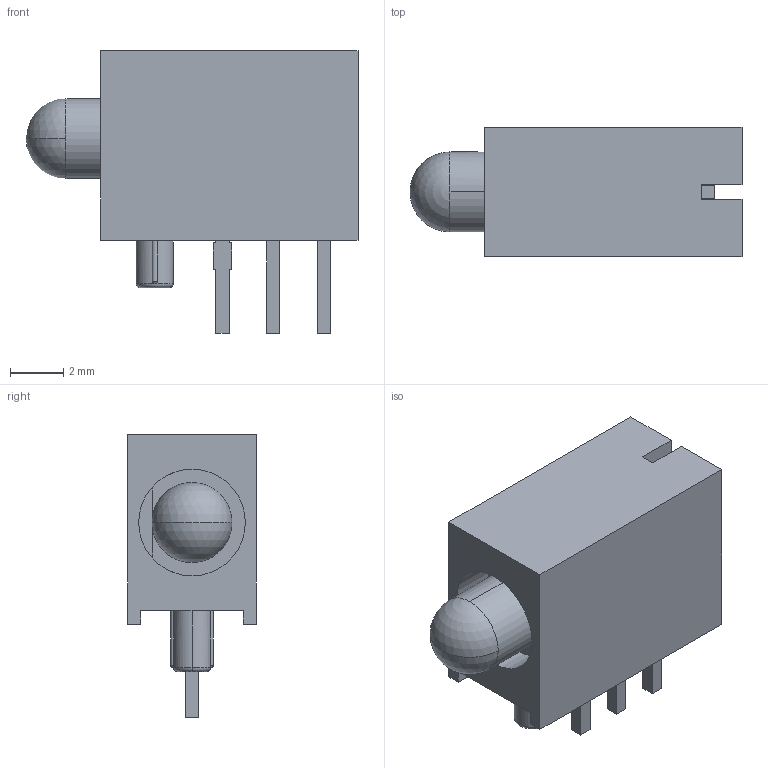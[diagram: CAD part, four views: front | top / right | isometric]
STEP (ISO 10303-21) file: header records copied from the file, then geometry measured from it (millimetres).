
FILE_DESCRIPTION (( 'STEP AP214' ), '1' );
FILE_NAME ('WP115WUM-1.STEP', '2017-08-23T15:35:48', ( 'admin' ), ( '' ), 'SwSTEP 2.0', 'SolidWorks 2012', '' );
FILE_SCHEMA (( 'AUTOMOTIVE_DESIGN' ));
Length unit declared in the file: millimetre
Products named in the file (1): WP115WUM-1
Bounding box: 12.45 x 4.83 x 10.61 mm (x, y, z)
Volume: 322.8 mm3; surface area: 483.2 mm2
Topology: 2 solids, 2 shells, 84 faces, 216 edges, 130 vertices
Faces by surface type: plane 50, cylinder 16, torus 16, sphere 2
Entity records: 2414 total; most frequent: CARTESIAN_POINT 511, DIRECTION 389, ORIENTED_EDGE 384, EDGE_CURVE 192, VECTOR 141, LINE 141, AXIS2_PLACEMENT_3D 124, VERTEX_POINT 122
